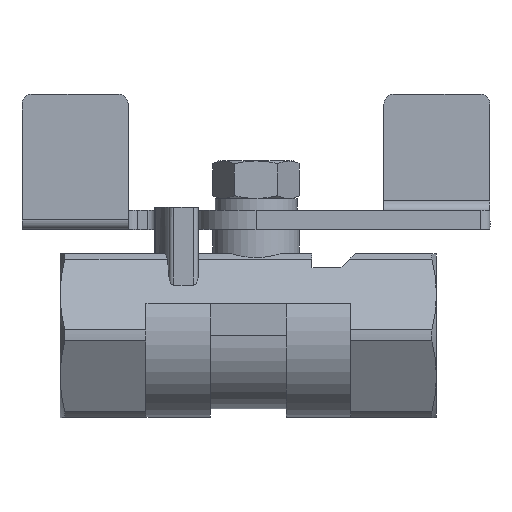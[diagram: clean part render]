
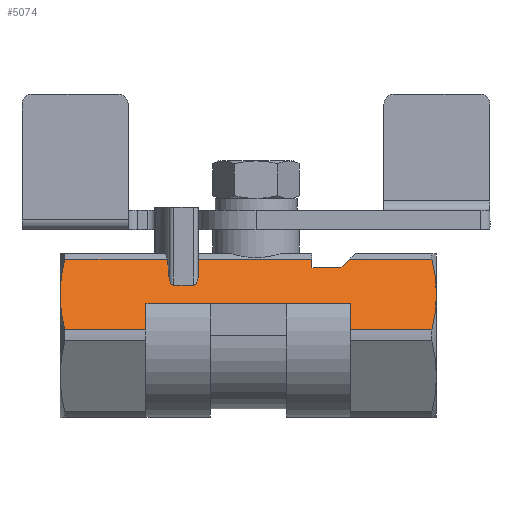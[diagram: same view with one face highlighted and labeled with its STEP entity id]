
A CAD part, top view. The second image highlights one B-rep face of the part: STEP entity #5074.
In plain terms, the highlighted planar face has unit normal (0, 0.5, 0.866).
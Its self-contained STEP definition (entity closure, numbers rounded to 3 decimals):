
#148=ELLIPSE('',#5332,1.,0.5);
#149=ELLIPSE('',#5335,1.,0.5);
#159=LINE('',#13041,#411);
#163=LINE('',#13064,#415);
#166=LINE('',#13069,#418);
#173=LINE('',#13112,#425);
#179=LINE('',#13148,#431);
#209=LINE('',#13215,#461);
#224=LINE('',#13308,#476);
#229=LINE('',#13319,#481);
#238=LINE('',#13469,#490);
#242=LINE('',#13478,#494);
#243=LINE('',#13480,#495);
#249=LINE('',#13503,#501);
#250=LINE('',#13504,#502);
#411=VECTOR('',#5740,1000.);
#415=VECTOR('',#5750,1000.);
#418=VECTOR('',#5755,1000.);
#425=VECTOR('',#5794,1000.);
#431=VECTOR('',#5816,1000.);
#461=VECTOR('',#5870,1000.);
#476=VECTOR('',#5963,1000.);
#481=VECTOR('',#5976,1000.);
#490=VECTOR('',#6043,1000.);
#494=VECTOR('',#6053,1000.);
#495=VECTOR('',#6056,1000.);
#501=VECTOR('',#6068,1000.);
#502=VECTOR('',#6069,1000.);
#740=(
BOUNDED_CURVE()
B_SPLINE_CURVE(3,(#13136,#13137,#13138,#13139),.UNSPECIFIED.,.F.,.F.)
B_SPLINE_CURVE_WITH_KNOTS((4,4),(4.775,4.922),
 .UNSPECIFIED.)
CURVE()
GEOMETRIC_REPRESENTATION_ITEM()
RATIONAL_B_SPLINE_CURVE((1.,0.998,0.998,1.))
REPRESENTATION_ITEM('')
);
#877=B_SPLINE_CURVE_WITH_KNOTS('',3,(#13373,#13374,#13375,#13376),
 .UNSPECIFIED.,.F.,.F.,(4,4),(0.,0.004),
 .UNSPECIFIED.);
#878=B_SPLINE_CURVE_WITH_KNOTS('',3,(#13381,#13382,#13383,#13384),
 .UNSPECIFIED.,.F.,.F.,(4,4),(0.,0.004),
 .UNSPECIFIED.);
#888=B_SPLINE_CURVE_WITH_KNOTS('',3,(#13435,#13436,#13437,#13438),
 .UNSPECIFIED.,.F.,.F.,(4,4),(0.,0.004),
 .UNSPECIFIED.);
#891=B_SPLINE_CURVE_WITH_KNOTS('',3,(#13451,#13452,#13453,#13454),
 .UNSPECIFIED.,.F.,.F.,(4,4),(0.,0.004),
 .UNSPECIFIED.);
#1519=ORIENTED_EDGE('',*,*,#2875,.F.);
#1520=ORIENTED_EDGE('',*,*,#3042,.F.);
#1521=ORIENTED_EDGE('',*,*,#2897,.T.);
#1522=ORIENTED_EDGE('',*,*,#2912,.T.);
#1523=ORIENTED_EDGE('',*,*,#2910,.T.);
#1524=ORIENTED_EDGE('',*,*,#2908,.T.);
#1525=ORIENTED_EDGE('',*,*,#2905,.T.);
#1526=ORIENTED_EDGE('',*,*,#3036,.F.);
#1527=ORIENTED_EDGE('',*,*,#3011,.T.);
#1528=ORIENTED_EDGE('',*,*,#3013,.T.);
#1529=ORIENTED_EDGE('',*,*,#3050,.F.);
#1530=ORIENTED_EDGE('',*,*,#2995,.T.);
#1531=ORIENTED_EDGE('',*,*,#2943,.F.);
#1532=ORIENTED_EDGE('',*,*,#2987,.F.);
#1533=ORIENTED_EDGE('',*,*,#3051,.F.);
#1534=ORIENTED_EDGE('',*,*,#3030,.T.);
#1535=ORIENTED_EDGE('',*,*,#3026,.T.);
#1536=ORIENTED_EDGE('',*,*,#3041,.F.);
#1537=ORIENTED_EDGE('',*,*,#2867,.F.);
#1538=ORIENTED_EDGE('',*,*,#2878,.F.);
#2867=EDGE_CURVE('',#3692,#3693,#159,.T.);
#2875=EDGE_CURVE('',#3700,#3701,#163,.T.);
#2878=EDGE_CURVE('',#3701,#3692,#166,.T.);
#2897=EDGE_CURVE('',#3718,#3719,#173,.T.);
#2905=EDGE_CURVE('',#3725,#3724,#740,.T.);
#2908=EDGE_CURVE('',#3726,#3725,#148,.T.);
#2910=EDGE_CURVE('',#3727,#3726,#179,.T.);
#2912=EDGE_CURVE('',#3719,#3727,#149,.T.);
#2943=EDGE_CURVE('',#3751,#3752,#209,.T.);
#2987=EDGE_CURVE('',#3790,#3751,#224,.T.);
#2995=EDGE_CURVE('',#3793,#3752,#229,.T.);
#3011=EDGE_CURVE('',#3798,#3777,#877,.T.);
#3013=EDGE_CURVE('',#3777,#3799,#878,.T.);
#3026=EDGE_CURVE('',#3782,#3805,#888,.T.);
#3030=EDGE_CURVE('',#3808,#3782,#891,.T.);
#3036=EDGE_CURVE('',#3798,#3724,#238,.T.);
#3041=EDGE_CURVE('',#3693,#3805,#242,.T.);
#3042=EDGE_CURVE('',#3718,#3700,#243,.T.);
#3050=EDGE_CURVE('',#3793,#3799,#249,.T.);
#3051=EDGE_CURVE('',#3808,#3790,#250,.T.);
#3692=VERTEX_POINT('',#13040);
#3693=VERTEX_POINT('',#13042);
#3700=VERTEX_POINT('',#13063);
#3701=VERTEX_POINT('',#13065);
#3718=VERTEX_POINT('',#13113);
#3719=VERTEX_POINT('',#13114);
#3724=VERTEX_POINT('',#13135);
#3725=VERTEX_POINT('',#13140);
#3726=VERTEX_POINT('',#13145);
#3727=VERTEX_POINT('',#13149);
#3751=VERTEX_POINT('',#13214);
#3752=VERTEX_POINT('',#13216);
#3777=VERTEX_POINT('',#13278);
#3782=VERTEX_POINT('',#13290);
#3790=VERTEX_POINT('',#13307);
#3793=VERTEX_POINT('',#13320);
#3798=VERTEX_POINT('',#13368);
#3799=VERTEX_POINT('',#13379);
#3805=VERTEX_POINT('',#13433);
#3808=VERTEX_POINT('',#13446);
#4407=EDGE_LOOP('',(#1519,#1520,#1521,#1522,#1523,#1524,#1525,#1526,#1527,
#1528,#1529,#1530,#1531,#1532,#1533,#1534,#1535,#1536,#1537,#1538));
#4695=FACE_BOUND('',#4407,.T.);
#4940=PLANE('',#5424);
#5074=ADVANCED_FACE('',(#4695),#4940,.F.);
#5332=AXIS2_PLACEMENT_3D('',#13144,#5811,#5812);
#5335=AXIS2_PLACEMENT_3D('',#13152,#5820,#5821);
#5424=AXIS2_PLACEMENT_3D('',#13502,#6066,#6067);
#5740=DIRECTION('',(0.655,0.655,-0.378));
#5750=DIRECTION('',(0.,-0.866,0.5));
#5755=DIRECTION('',(1.,0.,0.));
#5794=DIRECTION('',(0.,-0.866,0.5));
#5811=DIRECTION('',(0.,-0.5,-0.866));
#5812=DIRECTION('',(0.,0.866,-0.5));
#5816=DIRECTION('',(-1.,0.,0.));
#5820=DIRECTION('',(0.,-0.5,-0.866));
#5821=DIRECTION('',(0.,0.866,-0.5));
#5870=DIRECTION('',(-1.,0.,0.));
#5963=DIRECTION('',(0.,0.866,-0.5));
#5976=DIRECTION('',(0.,0.866,-0.5));
#6043=DIRECTION('',(1.,0.,0.));
#6053=DIRECTION('',(1.,0.,0.));
#6056=DIRECTION('',(1.,0.,0.));
#6066=DIRECTION('',(0.,-0.5,-0.866));
#6067=DIRECTION('',(0.,-0.866,0.5));
#6068=DIRECTION('',(-1.,0.,0.));
#6069=DIRECTION('',(-1.,0.,0.));
#13040=CARTESIAN_POINT('',(8.8,7.,5.774));
#13041=CARTESIAN_POINT('',(-7.671,-9.471,15.283));
#13042=CARTESIAN_POINT('',(9.724,7.924,5.24));
#13063=CARTESIAN_POINT('',(5.8,7.924,5.24));
#13064=CARTESIAN_POINT('',(5.8,0.,9.815));
#13065=CARTESIAN_POINT('',(5.8,7.,5.774));
#13069=CARTESIAN_POINT('',(-20.3,7.,5.774));
#13112=CARTESIAN_POINT('',(-6.,0.,9.815));
#13113=CARTESIAN_POINT('',(-6.,7.924,5.24));
#13114=CARTESIAN_POINT('',(-6.,6.088,6.3));
#13135=CARTESIAN_POINT('',(-9.164,7.924,5.24));
#13136=CARTESIAN_POINT('',(-9.015,6.034,6.331));
#13137=CARTESIAN_POINT('',(-9.038,6.67,5.964));
#13138=CARTESIAN_POINT('',(-9.088,7.301,5.6));
#13139=CARTESIAN_POINT('',(-9.164,7.924,5.24));
#13140=CARTESIAN_POINT('',(-9.015,6.034,6.331));
#13144=CARTESIAN_POINT('',(-8.516,6.088,6.3));
#13145=CARTESIAN_POINT('',(-8.516,5.222,6.8));
#13148=CARTESIAN_POINT('',(-20.3,5.222,6.8));
#13149=CARTESIAN_POINT('',(-6.5,5.222,6.8));
#13152=CARTESIAN_POINT('',(-6.5,6.088,6.3));
#13214=CARTESIAN_POINT('',(9.8,3.3,7.91));
#13215=CARTESIAN_POINT('',(-20.3,3.3,7.91));
#13216=CARTESIAN_POINT('',(-11.4,3.3,7.91));
#13278=CARTESIAN_POINT('',(-20.3,4.25,7.361));
#13290=CARTESIAN_POINT('',(18.7,4.25,7.361));
#13307=CARTESIAN_POINT('',(9.8,0.576,9.483));
#13308=CARTESIAN_POINT('',(9.8,0.,9.815));
#13319=CARTESIAN_POINT('',(-11.4,0.,9.815));
#13320=CARTESIAN_POINT('',(-11.4,0.576,9.483));
#13368=CARTESIAN_POINT('',(-19.824,7.924,5.24));
#13373=CARTESIAN_POINT('',(-19.824,7.924,5.24));
#13374=CARTESIAN_POINT('',(-20.121,6.713,5.939));
#13375=CARTESIAN_POINT('',(-20.3,5.49,6.645));
#13376=CARTESIAN_POINT('',(-20.3,4.25,7.361));
#13379=CARTESIAN_POINT('',(-19.824,0.576,9.483));
#13381=CARTESIAN_POINT('',(-20.3,4.25,7.361));
#13382=CARTESIAN_POINT('',(-20.3,3.01,8.077));
#13383=CARTESIAN_POINT('',(-20.121,1.787,8.783));
#13384=CARTESIAN_POINT('',(-19.824,0.576,9.483));
#13433=CARTESIAN_POINT('',(18.224,7.924,5.24));
#13435=CARTESIAN_POINT('',(18.7,4.25,7.361));
#13436=CARTESIAN_POINT('',(18.7,5.49,6.645));
#13437=CARTESIAN_POINT('',(18.521,6.713,5.939));
#13438=CARTESIAN_POINT('',(18.224,7.924,5.24));
#13446=CARTESIAN_POINT('',(18.224,0.576,9.483));
#13451=CARTESIAN_POINT('',(18.224,0.576,9.483));
#13452=CARTESIAN_POINT('',(18.521,1.787,8.783));
#13453=CARTESIAN_POINT('',(18.7,3.01,8.077));
#13454=CARTESIAN_POINT('',(18.7,4.25,7.361));
#13469=CARTESIAN_POINT('',(29.7,7.924,5.24));
#13478=CARTESIAN_POINT('',(29.7,7.924,5.24));
#13480=CARTESIAN_POINT('',(29.7,7.924,5.24));
#13502=CARTESIAN_POINT('',(-20.3,0.,9.815));
#13503=CARTESIAN_POINT('',(29.7,0.576,9.483));
#13504=CARTESIAN_POINT('',(29.7,0.576,9.483));
